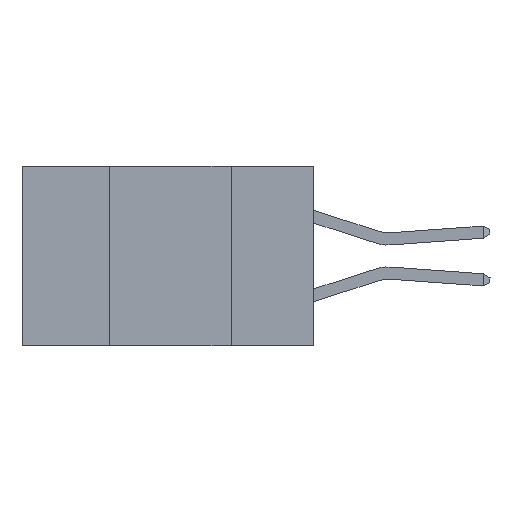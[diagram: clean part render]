
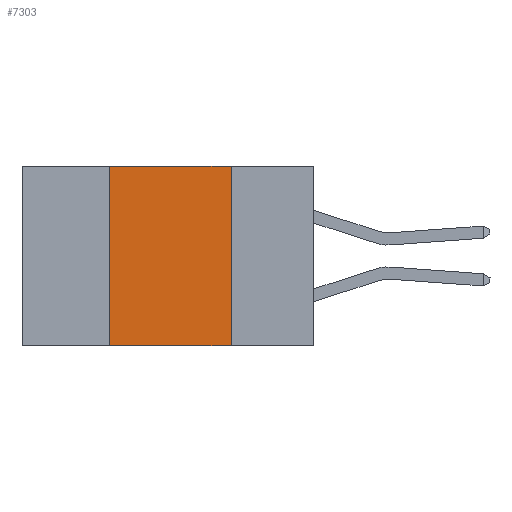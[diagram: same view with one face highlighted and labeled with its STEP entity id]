
A CAD part, left-side view. The second image highlights one B-rep face of the part: STEP entity #7303.
In plain terms, the highlighted planar face has unit normal (-1, 0, 0).
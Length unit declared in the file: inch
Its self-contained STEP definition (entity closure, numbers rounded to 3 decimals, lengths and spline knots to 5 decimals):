
#402 = CARTESIAN_POINT ( 'NONE',  ( 0., 0.17, 0. ) ) ;
#549 = ORIENTED_EDGE ( 'NONE', *, *, #8912, .F. ) ;
#570 = CARTESIAN_POINT ( 'NONE',  ( 0., 0.17, 0. ) ) ;
#721 = EDGE_CURVE ( 'NONE', #10893, #8607, #1880, .T. ) ;
#1299 = ORIENTED_EDGE ( 'NONE', *, *, #8554, .F. ) ;
#1444 = AXIS2_PLACEMENT_3D ( 'NONE', #2391, #7557, #1576 ) ;
#1576 = DIRECTION ( 'NONE',  ( 0., 0., -1. ) ) ;
#1880 = LINE ( 'NONE', #3780, #8387 ) ;
#2248 = CARTESIAN_POINT ( 'NONE',  ( 0., 0.6, 0. ) ) ;
#2391 = CARTESIAN_POINT ( 'NONE',  ( 0., 0.6, 0. ) ) ;
#3080 = VERTEX_POINT ( 'NONE', #5653 ) ;
#3780 = CARTESIAN_POINT ( 'NONE',  ( 0., 0.6, -0.37 ) ) ;
#3806 = DIRECTION ( 'NONE',  ( 0., 0., -1. ) ) ;
#4490 = EDGE_LOOP ( 'NONE', ( #10474, #549, #1299, #8091 ) ) ;
#4827 = VECTOR ( 'NONE', #4885, 39.37008 ) ;
#4885 = DIRECTION ( 'NONE',  ( 0., -1., 0. ) ) ;
#4887 = PLANE ( 'NONE',  #1444 ) ;
#5447 = VECTOR ( 'NONE', #3806, 39.37008 ) ;
#5602 = LINE ( 'NONE', #570, #5447 ) ;
#5653 = CARTESIAN_POINT ( 'NONE',  ( 0., 0.42, 0. ) ) ;
#5768 = EDGE_CURVE ( 'NONE', #9769, #8607, #5602, .T. ) ;
#6229 = FACE_OUTER_BOUND ( 'NONE', #4490, .T. ) ;
#6469 = VECTOR ( 'NONE', #7938, 39.37008 ) ;
#7139 = LINE ( 'NONE', #2248, #4827 ) ;
#7303 = ADVANCED_FACE ( 'NONE', ( #6229 ), #4887, .F. ) ;
#7557 = DIRECTION ( 'NONE',  ( 1., 0., 0. ) ) ;
#7938 = DIRECTION ( 'NONE',  ( 0., 0., 1. ) ) ;
#8091 = ORIENTED_EDGE ( 'NONE', *, *, #721, .T. ) ;
#8185 = LINE ( 'NONE', #9639, #6469 ) ;
#8387 = VECTOR ( 'NONE', #9785, 39.37008 ) ;
#8554 = EDGE_CURVE ( 'NONE', #10893, #3080, #8185, .T. ) ;
#8607 = VERTEX_POINT ( 'NONE', #8794 ) ;
#8794 = CARTESIAN_POINT ( 'NONE',  ( 0., 0.17, -0.37 ) ) ;
#8912 = EDGE_CURVE ( 'NONE', #3080, #9769, #7139, .T. ) ;
#9639 = CARTESIAN_POINT ( 'NONE',  ( 0., 0.42, 0. ) ) ;
#9769 = VERTEX_POINT ( 'NONE', #402 ) ;
#9785 = DIRECTION ( 'NONE',  ( 0., -1., 0. ) ) ;
#10283 = CARTESIAN_POINT ( 'NONE',  ( 0., 0.42, -0.37 ) ) ;
#10474 = ORIENTED_EDGE ( 'NONE', *, *, #5768, .F. ) ;
#10893 = VERTEX_POINT ( 'NONE', #10283 ) ;
